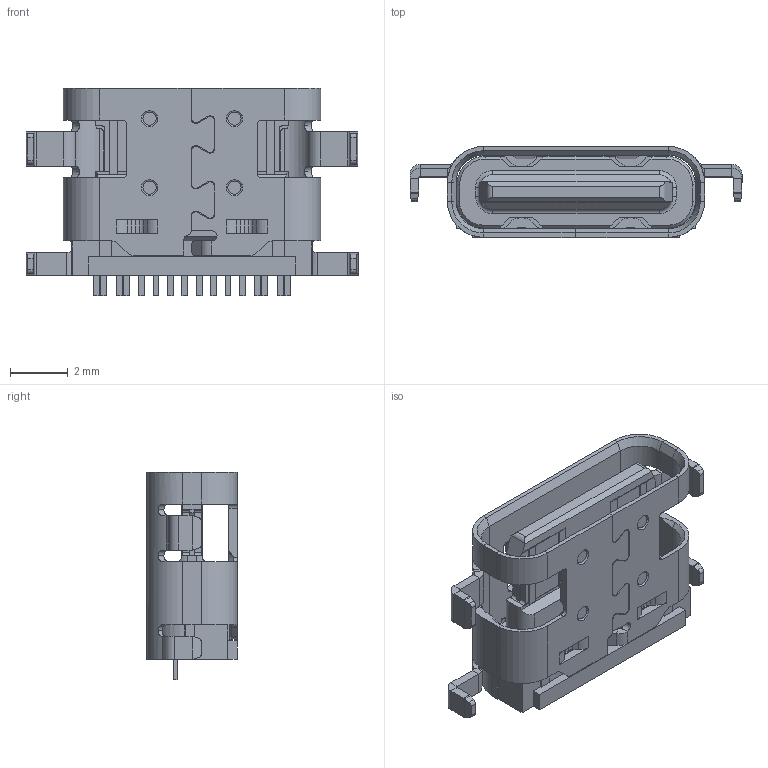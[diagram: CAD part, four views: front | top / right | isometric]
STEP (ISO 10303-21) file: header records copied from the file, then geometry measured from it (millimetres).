
FILE_DESCRIPTION (( 'STEP AP214' ), '1' );
FILE_NAME ('USB4520-03-1-A.STEP', '2021-11-11T16:07:48', ( '' ), ( '' ), 'SwSTEP 2.0', 'SolidWorks 2017', '' );
FILE_SCHEMA (( 'AUTOMOTIVE_DESIGN' ));
Length unit declared in the file: millimetre
Products named in the file (1): USB4520-03-1-A
Bounding box: 11.54 x 3.16 x 7.2 mm (x, y, z)
Volume: 95.9 mm3; surface area: 449.1 mm2
Topology: 34 solids, 34 shells, 978 faces, 2523 edges, 1604 vertices
Faces by surface type: plane 693, cylinder 242, cone 29, torus 12, bspline 2
Entity records: 30868 total; most frequent: CARTESIAN_POINT 6698, ORIENTED_EDGE 5046, DIRECTION 4777, EDGE_CURVE 2523, VECTOR 1905, LINE 1905, VERTEX_POINT 1604, AXIS2_PLACEMENT_3D 1436
